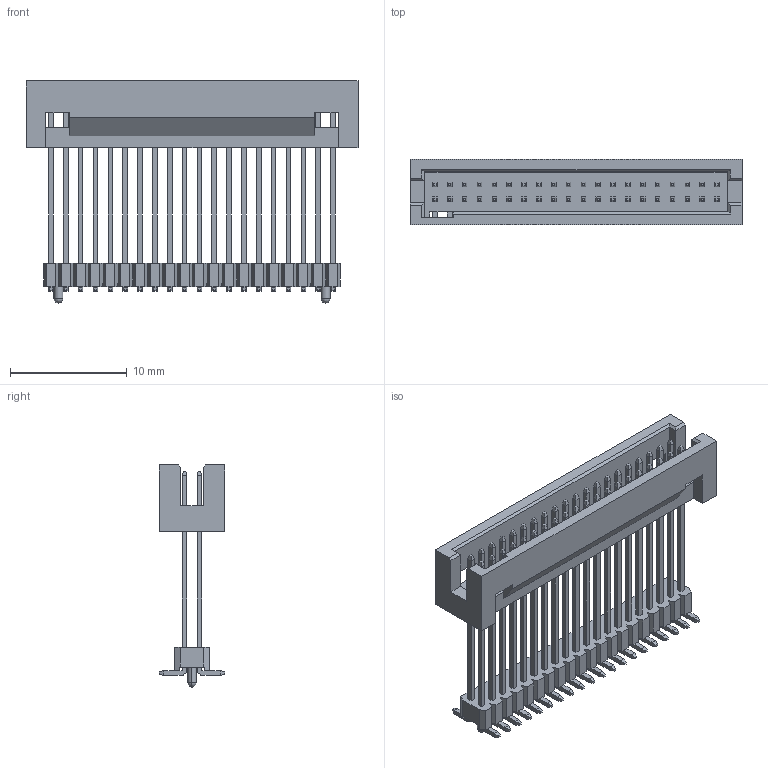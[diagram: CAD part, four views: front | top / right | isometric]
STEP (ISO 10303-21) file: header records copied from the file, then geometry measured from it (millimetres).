
FILE_DESCRIPTION (( 'STEP AP214' ), '1' );
FILE_NAME ('FBH12718-D40S1004K6K07A-REF.STEP', '2025-03-18T03:52:05', ( '' ), ( '' ), 'SwSTEP 2.0', 'SolidWorks 2021', '' );
FILE_SCHEMA (( 'AUTOMOTIVE_DESIGN' ));
Length unit declared in the file: millimetre
Products named in the file (1): FBH12718-D40S1004K6K07A-REF
Bounding box: 28.4 x 5.6 x 19 mm (x, y, z)
Volume: 650.8 mm3; surface area: 2181.3 mm2
Topology: 1 solids, 1 shells, 1457 faces, 3729 edges, 2266 vertices
Faces by surface type: plane 1369, cylinder 84, sphere 4
Entity records: 42765 total; most frequent: ORIENTED_EDGE 7442, CARTESIAN_POINT 7441, DIRECTION 6809, EDGE_CURVE 3721, VECTOR 3549, LINE 3549, VERTEX_POINT 2262, AXIS2_PLACEMENT_3D 1630
